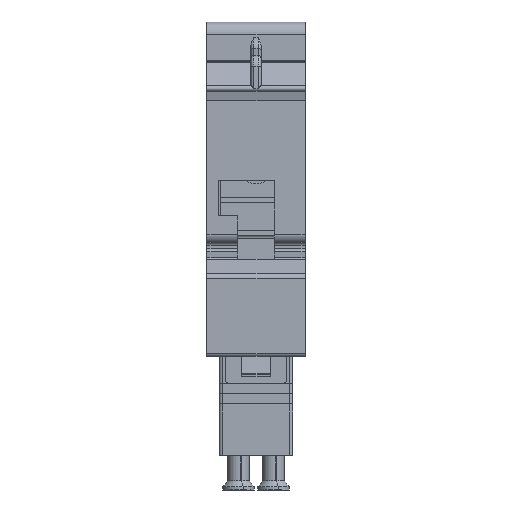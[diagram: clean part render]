
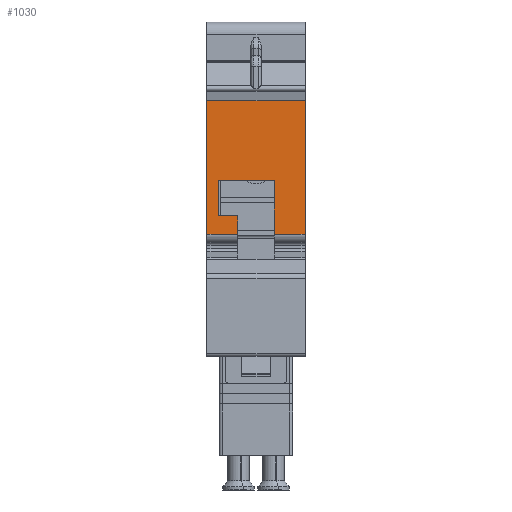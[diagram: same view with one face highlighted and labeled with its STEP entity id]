
A CAD part, front view. The second image highlights one B-rep face of the part: STEP entity #1030.
In plain terms, the highlighted planar face has unit normal (0, -1, 0).
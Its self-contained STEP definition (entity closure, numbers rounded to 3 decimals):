
#324 = DIRECTION ( 'NONE',  ( 0., 0., 1. ) ) ;
#364 = FACE_OUTER_BOUND ( 'NONE', #12530, .T. ) ;
#1030 = ADVANCED_FACE ( 'NONE', ( #364 ), #28833, .F. ) ;
#2927 = ORIENTED_EDGE ( 'NONE', *, *, #55425, .F. ) ;
#3135 = VERTEX_POINT ( 'NONE', #37505 ) ;
#3402 = LINE ( 'NONE', #53581, #7782 ) ;
#3652 = VERTEX_POINT ( 'NONE', #27753 ) ;
#5010 = EDGE_CURVE ( 'NONE', #3652, #22361, #49266, .T. ) ;
#5218 = DIRECTION ( 'NONE',  ( 1., 0., 0. ) ) ;
#5376 = VECTOR ( 'NONE', #24358, 1000. ) ;
#5851 = CARTESIAN_POINT ( 'NONE',  ( 3.25, 0., -12. ) ) ;
#5971 = DIRECTION ( 'NONE',  ( 0., 0., 1. ) ) ;
#6083 = CARTESIAN_POINT ( 'NONE',  ( -3.25, 0., 17.8 ) ) ;
#6843 = CARTESIAN_POINT ( 'NONE',  ( 3.25, 0., -2.4 ) ) ;
#7782 = VECTOR ( 'NONE', #47854, 1000. ) ;
#7888 = EDGE_CURVE ( 'NONE', #51229, #49916, #27714, .T. ) ;
#8451 = ORIENTED_EDGE ( 'NONE', *, *, #7888, .T. ) ;
#10901 = EDGE_CURVE ( 'NONE', #3135, #19695, #34392, .T. ) ;
#10954 = CARTESIAN_POINT ( 'NONE',  ( -12.026, 0., 11.784 ) ) ;
#11418 = EDGE_CURVE ( 'NONE', #27979, #3652, #11790, .T. ) ;
#11686 = DIRECTION ( 'NONE',  ( 0., 1., 0. ) ) ;
#11790 = LINE ( 'NONE', #6083, #15767 ) ;
#12530 = EDGE_LOOP ( 'NONE', ( #37887, #32634, #2927, #38460, #31380, #18404, #49210, #8451, #43107, #21825 ) ) ;
#13640 = CARTESIAN_POINT ( 'NONE',  ( -6.75, 0., -8.7 ) ) ;
#15767 = VECTOR ( 'NONE', #324, 1000. ) ;
#16268 = DIRECTION ( 'NONE',  ( 1., 0., 0. ) ) ;
#16666 = LINE ( 'NONE', #10954, #39403 ) ;
#17402 = CARTESIAN_POINT ( 'NONE',  ( -8.75, 0., 17.8 ) ) ;
#17806 = LINE ( 'NONE', #50807, #19922 ) ;
#18404 = ORIENTED_EDGE ( 'NONE', *, *, #5010, .T. ) ;
#18663 = CARTESIAN_POINT ( 'NONE',  ( -8.75, 0., 11.784 ) ) ;
#19695 = VERTEX_POINT ( 'NONE', #53065 ) ;
#19922 = VECTOR ( 'NONE', #45080, 1000. ) ;
#20103 = VERTEX_POINT ( 'NONE', #18663 ) ;
#21825 = ORIENTED_EDGE ( 'NONE', *, *, #44053, .T. ) ;
#22006 = CARTESIAN_POINT ( 'NONE',  ( -8.75, 0., -2.4 ) ) ;
#22118 = CARTESIAN_POINT ( 'NONE',  ( -6.75, 0., -2.4 ) ) ;
#22361 = VERTEX_POINT ( 'NONE', #13640 ) ;
#22977 = DIRECTION ( 'NONE',  ( 0., 0., -1. ) ) ;
#24358 = DIRECTION ( 'NONE',  ( 1., 0., 0. ) ) ;
#24592 = VECTOR ( 'NONE', #16268, 1000. ) ;
#26359 = DIRECTION ( 'NONE',  ( -1., 0., 0. ) ) ;
#26701 = EDGE_CURVE ( 'NONE', #20103, #3135, #16666, .T. ) ;
#27714 = LINE ( 'NONE', #22006, #24592 ) ;
#27753 = CARTESIAN_POINT ( 'NONE',  ( -3.25, 0., -8.7 ) ) ;
#27979 = VERTEX_POINT ( 'NONE', #30367 ) ;
#28668 = CARTESIAN_POINT ( 'NONE',  ( 8.75, 0., -17.8 ) ) ;
#28833 = PLANE ( 'NONE',  #51945 ) ;
#30042 = CARTESIAN_POINT ( 'NONE',  ( -8.75, 0., -12. ) ) ;
#30125 = VECTOR ( 'NONE', #36312, 1000. ) ;
#30367 = CARTESIAN_POINT ( 'NONE',  ( -3.25, 0., -12. ) ) ;
#31380 = ORIENTED_EDGE ( 'NONE', *, *, #11418, .T. ) ;
#31928 = VECTOR ( 'NONE', #26359, 1000. ) ;
#32059 = CARTESIAN_POINT ( 'NONE',  ( -8.75, 0., -8.7 ) ) ;
#32634 = ORIENTED_EDGE ( 'NONE', *, *, #26701, .F. ) ;
#34392 = LINE ( 'NONE', #28668, #42057 ) ;
#34864 = EDGE_CURVE ( 'NONE', #54785, #27979, #52351, .T. ) ;
#35786 = LINE ( 'NONE', #30042, #5376 ) ;
#36312 = DIRECTION ( 'NONE',  ( 0., 0., 1. ) ) ;
#37505 = CARTESIAN_POINT ( 'NONE',  ( 8.75, 0., 11.784 ) ) ;
#37887 = ORIENTED_EDGE ( 'NONE', *, *, #10901, .F. ) ;
#38460 = ORIENTED_EDGE ( 'NONE', *, *, #34864, .T. ) ;
#39403 = VECTOR ( 'NONE', #5218, 1000. ) ;
#39404 = VECTOR ( 'NONE', #40911, 1000. ) ;
#40499 = EDGE_CURVE ( 'NONE', #49916, #53638, #17806, .T. ) ;
#40911 = DIRECTION ( 'NONE',  ( 1., 0., 0. ) ) ;
#42033 = CARTESIAN_POINT ( 'NONE',  ( -8.75, 0., -17.8 ) ) ;
#42057 = VECTOR ( 'NONE', #22977, 1000. ) ;
#42387 = EDGE_CURVE ( 'NONE', #22361, #51229, #3402, .T. ) ;
#43107 = ORIENTED_EDGE ( 'NONE', *, *, #40499, .T. ) ;
#44053 = EDGE_CURVE ( 'NONE', #53638, #19695, #35786, .T. ) ;
#45080 = DIRECTION ( 'NONE',  ( 0., 0., -1. ) ) ;
#45488 = CARTESIAN_POINT ( 'NONE',  ( -8.75, 0., -12. ) ) ;
#46633 = CARTESIAN_POINT ( 'NONE',  ( -8.75, 0., -12. ) ) ;
#47777 = LINE ( 'NONE', #42033, #30125 ) ;
#47854 = DIRECTION ( 'NONE',  ( 0., 0., 1. ) ) ;
#49210 = ORIENTED_EDGE ( 'NONE', *, *, #42387, .T. ) ;
#49266 = LINE ( 'NONE', #32059, #31928 ) ;
#49916 = VERTEX_POINT ( 'NONE', #6843 ) ;
#50807 = CARTESIAN_POINT ( 'NONE',  ( 3.25, 0., 17.8 ) ) ;
#51229 = VERTEX_POINT ( 'NONE', #22118 ) ;
#51945 = AXIS2_PLACEMENT_3D ( 'NONE', #17402, #11686, #5971 ) ;
#52351 = LINE ( 'NONE', #46633, #39404 ) ;
#53065 = CARTESIAN_POINT ( 'NONE',  ( 8.75, 0., -12. ) ) ;
#53581 = CARTESIAN_POINT ( 'NONE',  ( -6.75, 0., 17.8 ) ) ;
#53638 = VERTEX_POINT ( 'NONE', #5851 ) ;
#54785 = VERTEX_POINT ( 'NONE', #45488 ) ;
#55425 = EDGE_CURVE ( 'NONE', #54785, #20103, #47777, .T. ) ;
